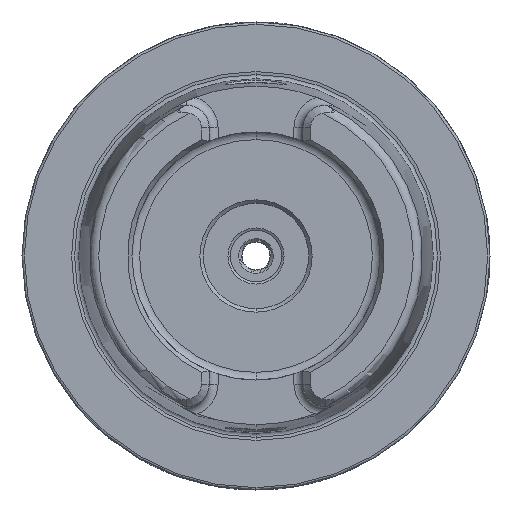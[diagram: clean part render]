
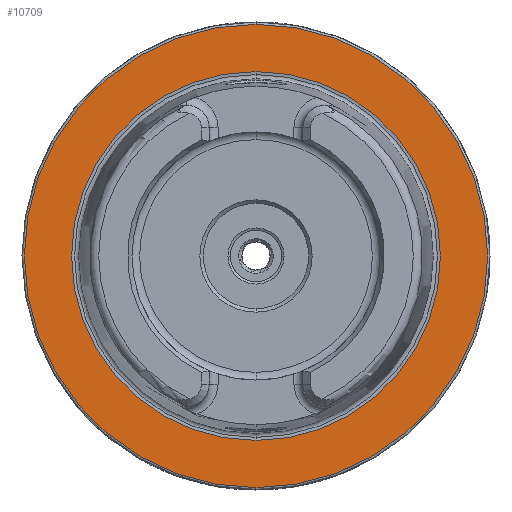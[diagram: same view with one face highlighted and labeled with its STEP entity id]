
A CAD part, left-side view. The second image highlights one B-rep face of the part: STEP entity #10709.
In plain terms, the highlighted planar face has unit normal (-1, 0, 0).
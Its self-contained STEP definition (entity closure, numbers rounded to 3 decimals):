
#278 = DIRECTION ( 'NONE',  ( -1., 0., 0. ) ) ;
#384 = DIRECTION ( 'NONE',  ( 0., 0., -1. ) ) ;
#433 = CARTESIAN_POINT ( 'NONE',  ( 0., 0., -49.5 ) ) ;
#443 = CARTESIAN_POINT ( 'NONE',  ( 0., 0., 0. ) ) ;
#1412 = DIRECTION ( 'NONE',  ( 0., 0., 1. ) ) ;
#1647 = ORIENTED_EDGE ( 'NONE', *, *, #12159, .T. ) ;
#2213 = EDGE_LOOP ( 'NONE', ( #1647, #11813 ) ) ;
#2333 = VERTEX_POINT ( 'NONE', #7199 ) ;
#2671 = CIRCLE ( 'NONE', #10743, 49.5 ) ;
#2940 = CARTESIAN_POINT ( 'NONE',  ( 0., 0., 0. ) ) ;
#2987 = ORIENTED_EDGE ( 'NONE', *, *, #3613, .F. ) ;
#3075 = VERTEX_POINT ( 'NONE', #11081 ) ;
#3613 = EDGE_CURVE ( 'NONE', #3075, #2333, #4184, .T. ) ;
#3668 = CARTESIAN_POINT ( 'NONE',  ( 0., 0., 49.5 ) ) ;
#3870 = DIRECTION ( 'NONE',  ( 0., 0., 1. ) ) ;
#3875 = FACE_BOUND ( 'NONE', #4590, .T. ) ;
#4179 = PLANE ( 'NONE',  #6870 ) ;
#4184 = CIRCLE ( 'NONE', #7017, 39.405 ) ;
#4405 = AXIS2_PLACEMENT_3D ( 'NONE', #5985, #278, #6939 ) ;
#4590 = EDGE_LOOP ( 'NONE', ( #2987, #9678 ) ) ;
#4689 = AXIS2_PLACEMENT_3D ( 'NONE', #2940, #9527, #3870 ) ;
#5081 = DIRECTION ( 'NONE',  ( -1., 0., 0. ) ) ;
#5138 = CARTESIAN_POINT ( 'NONE',  ( 0., 49.5, 0. ) ) ;
#5797 = EDGE_CURVE ( 'NONE', #2333, #3075, #10690, .T. ) ;
#5985 = CARTESIAN_POINT ( 'NONE',  ( 0., 0., 0. ) ) ;
#6092 = DIRECTION ( 'NONE',  ( 1., 0., 0. ) ) ;
#6671 = CIRCLE ( 'NONE', #4405, 49.5 ) ;
#6789 = VERTEX_POINT ( 'NONE', #433 ) ;
#6870 = AXIS2_PLACEMENT_3D ( 'NONE', #5138, #6092, #384 ) ;
#6939 = DIRECTION ( 'NONE',  ( 0., 0., 1. ) ) ;
#7017 = AXIS2_PLACEMENT_3D ( 'NONE', #10739, #5081, #11703 ) ;
#7064 = VERTEX_POINT ( 'NONE', #3668 ) ;
#7101 = DIRECTION ( 'NONE',  ( -1., 0., 0. ) ) ;
#7199 = CARTESIAN_POINT ( 'NONE',  ( 0., 0., -39.405 ) ) ;
#9173 = FACE_OUTER_BOUND ( 'NONE', #2213, .T. ) ;
#9527 = DIRECTION ( 'NONE',  ( -1., 0., 0. ) ) ;
#9678 = ORIENTED_EDGE ( 'NONE', *, *, #5797, .F. ) ;
#10690 = CIRCLE ( 'NONE', #4689, 39.405 ) ;
#10709 = ADVANCED_FACE ( 'NONE', ( #3875, #9173 ), #4179, .F. ) ;
#10739 = CARTESIAN_POINT ( 'NONE',  ( 0., 0., 0. ) ) ;
#10743 = AXIS2_PLACEMENT_3D ( 'NONE', #443, #7101, #1412 ) ;
#11081 = CARTESIAN_POINT ( 'NONE',  ( 0., 0., 39.405 ) ) ;
#11703 = DIRECTION ( 'NONE',  ( 0., 0., 1. ) ) ;
#11813 = ORIENTED_EDGE ( 'NONE', *, *, #12069, .T. ) ;
#12069 = EDGE_CURVE ( 'NONE', #6789, #7064, #6671, .T. ) ;
#12159 = EDGE_CURVE ( 'NONE', #7064, #6789, #2671, .T. ) ;
